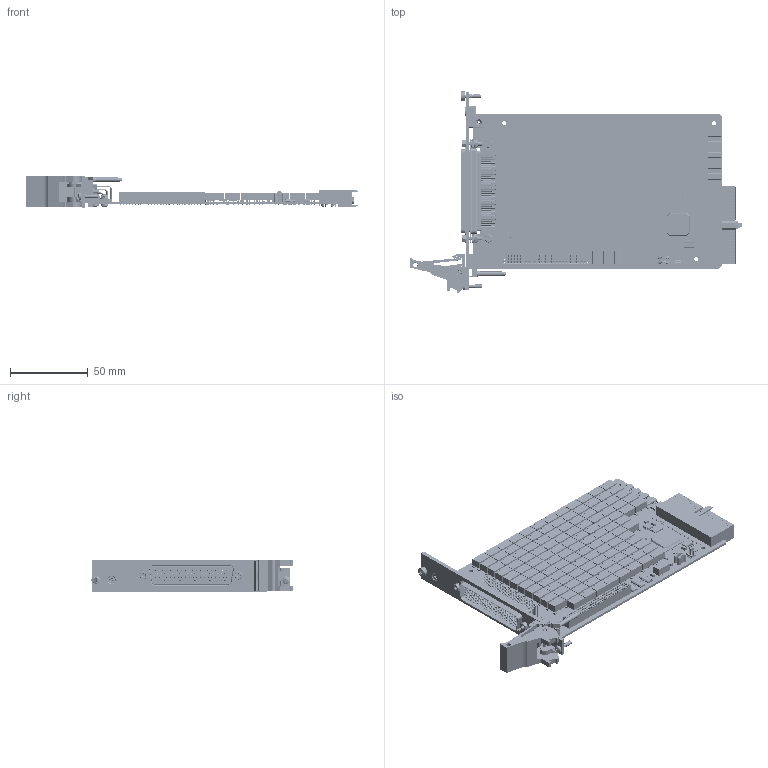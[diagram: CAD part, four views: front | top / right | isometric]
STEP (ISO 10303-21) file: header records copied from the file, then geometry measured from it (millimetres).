
FILE_DESCRIPTION (( 'STEP AP214' ), '1' );
FILE_NAME ('40-507-001 PXI Efficient Matrix 25x8.STEP', '2013-08-27T15:06:20', ( 'admin' ), ( '' ), 'SwSTEP 2.0', 'SolidWorks 2012', '' );
FILE_SCHEMA (( 'AUTOMOTIVE_DESIGN' ));
Length unit declared in the file: millimetre
Products named in the file (1): 40-507-001 PXI Efficient Matrix 25x8
Bounding box: 214.01 x 129.67 x 20 mm (x, y, z)
Surface area: 98484.7 mm2 (no closed solid volume)
Topology: 0 solids, 2222 shells, 7256 faces, 24323 edges, 18418 vertices
Faces by surface type: plane 5067, cylinder 1930, torus 193, cone 36, bspline 21, sphere 9
Full cylindrical faces by diameter (mm): 0.4 x1000, 0.5 x83, 0.6 x173, 0.65 x1, 0.656 x2, 0.77 x156, 0.8 x5, 1.496 x2, 2 x6, 2.05 x3, 2.5 x9, 2.6 x3, 2.7 x4, 2.8 x1, 3 x3, 4.7 x1, 4.85 x1, 5 x7, 5.2 x4, 5.3 x1, 5.5 x2, 5.7 x1, 6 x1
Entity records: 340808 total; most frequent: CARTESIAN_POINT 59671, DIRECTION 41515, ORIENTED_EDGE 30961, EDGE_CURVE 22535, VERTEX_POINT 18289, VECTOR 16525, LINE 16525, AXIS2_PLACEMENT_3D 12495
